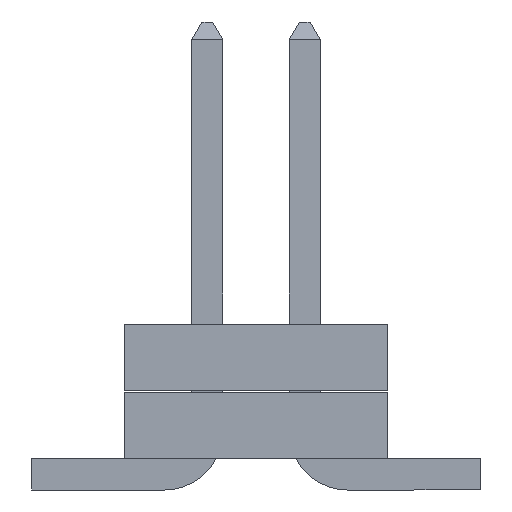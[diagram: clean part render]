
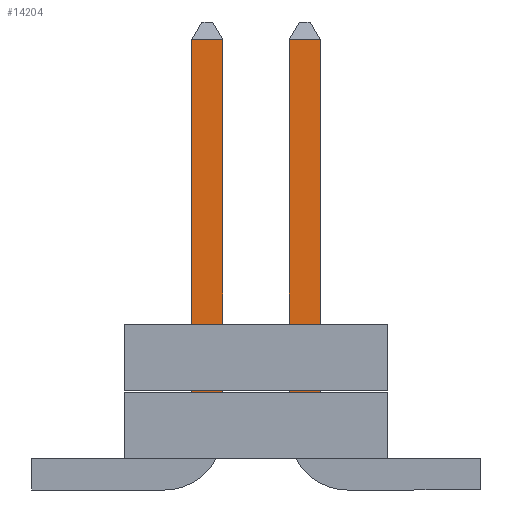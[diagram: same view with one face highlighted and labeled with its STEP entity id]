
A CAD part, left-side view. The second image highlights one B-rep face of the part: STEP entity #14204.
In plain terms, the highlighted planar face has unit normal (-1, 0, 0).
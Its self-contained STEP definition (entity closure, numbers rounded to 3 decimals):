
#221 = VERTEX_POINT('',#222);
#222 = CARTESIAN_POINT('',(-29.413,5.461,0.838));
#2063 = VERTEX_POINT('',#2064);
#2064 = CARTESIAN_POINT('',(-29.413,5.461,-0.838));
#5327 = VERTEX_POINT('',#5328);
#5328 = CARTESIAN_POINT('',(-29.413,5.461,-0.432));
#6755 = VERTEX_POINT('',#6756);
#6756 = CARTESIAN_POINT('',(-29.413,5.461,0.432));
#9653 = EDGE_CURVE('',#221,#9654,#9656,.T.);
#9654 = VERTEX_POINT('',#9655);
#9655 = CARTESIAN_POINT('',(-29.413,0.301,0.838));
#9656 = LINE('',#9657,#9658);
#9657 = CARTESIAN_POINT('',(-29.413,5.461,0.838));
#9658 = VECTOR('',#9659,1.);
#9659 = DIRECTION('',(0.,-1.,0.));
#10742 = EDGE_CURVE('',#9654,#10743,#10745,.T.);
#10743 = VERTEX_POINT('',#10744);
#10744 = CARTESIAN_POINT('',(-29.413,0.301,-0.838));
#10745 = LINE('',#10746,#10747);
#10746 = CARTESIAN_POINT('',(-29.413,0.301,0.838));
#10747 = VECTOR('',#10748,1.);
#10748 = DIRECTION('',(0.,0.,-1.));
#11838 = EDGE_CURVE('',#10743,#2063,#11839,.T.);
#11839 = LINE('',#11840,#11841);
#11840 = CARTESIAN_POINT('',(-29.413,0.301,-0.838));
#11841 = VECTOR('',#11842,1.);
#11842 = DIRECTION('',(0.,1.,0.));
#11955 = EDGE_CURVE('',#5327,#11956,#11958,.T.);
#11956 = VERTEX_POINT('',#11957);
#11957 = CARTESIAN_POINT('',(-29.413,0.555,-0.432));
#11958 = LINE('',#11959,#11960);
#11959 = CARTESIAN_POINT('',(-29.413,5.461,-0.432));
#11960 = VECTOR('',#11961,1.);
#11961 = DIRECTION('',(0.,-1.,0.));
#13044 = EDGE_CURVE('',#11956,#13045,#13047,.T.);
#13045 = VERTEX_POINT('',#13046);
#13046 = CARTESIAN_POINT('',(-29.413,0.555,0.432));
#13047 = LINE('',#13048,#13049);
#13048 = CARTESIAN_POINT('',(-29.413,0.555,-0.432));
#13049 = VECTOR('',#13050,1.);
#13050 = DIRECTION('',(0.,0.,1.));
#14140 = EDGE_CURVE('',#13045,#6755,#14141,.T.);
#14141 = LINE('',#14142,#14143);
#14142 = CARTESIAN_POINT('',(-29.413,0.555,0.432));
#14143 = VECTOR('',#14144,1.);
#14144 = DIRECTION('',(0.,1.,0.));
#14204 = ADVANCED_FACE('',(#14205),#14225,.F.);
#14205 = FACE_BOUND('',#14206,.T.);
#14206 = EDGE_LOOP('',(#14207,#14208,#14209,#14215,#14216,#14217,#14218,
    #14224));
#14207 = ORIENTED_EDGE('',*,*,#10742,.F.);
#14208 = ORIENTED_EDGE('',*,*,#9653,.F.);
#14209 = ORIENTED_EDGE('',*,*,#14210,.T.);
#14210 = EDGE_CURVE('',#221,#6755,#14211,.T.);
#14211 = LINE('',#14212,#14213);
#14212 = CARTESIAN_POINT('',(-29.413,5.461,0.));
#14213 = VECTOR('',#14214,1.);
#14214 = DIRECTION('',(0.,0.,-1.));
#14215 = ORIENTED_EDGE('',*,*,#14140,.F.);
#14216 = ORIENTED_EDGE('',*,*,#13044,.F.);
#14217 = ORIENTED_EDGE('',*,*,#11955,.F.);
#14218 = ORIENTED_EDGE('',*,*,#14219,.T.);
#14219 = EDGE_CURVE('',#5327,#2063,#14220,.T.);
#14220 = LINE('',#14221,#14222);
#14221 = CARTESIAN_POINT('',(-29.413,5.461,0.));
#14222 = VECTOR('',#14223,1.);
#14223 = DIRECTION('',(0.,0.,-1.));
#14224 = ORIENTED_EDGE('',*,*,#11838,.F.);
#14225 = PLANE('',#14226);
#14226 = AXIS2_PLACEMENT_3D('',#14227,#14228,#14229);
#14227 = CARTESIAN_POINT('',(-29.413,0.,0.));
#14228 = DIRECTION('',(1.,0.,0.));
#14229 = DIRECTION('',(0.,0.,-1.));
